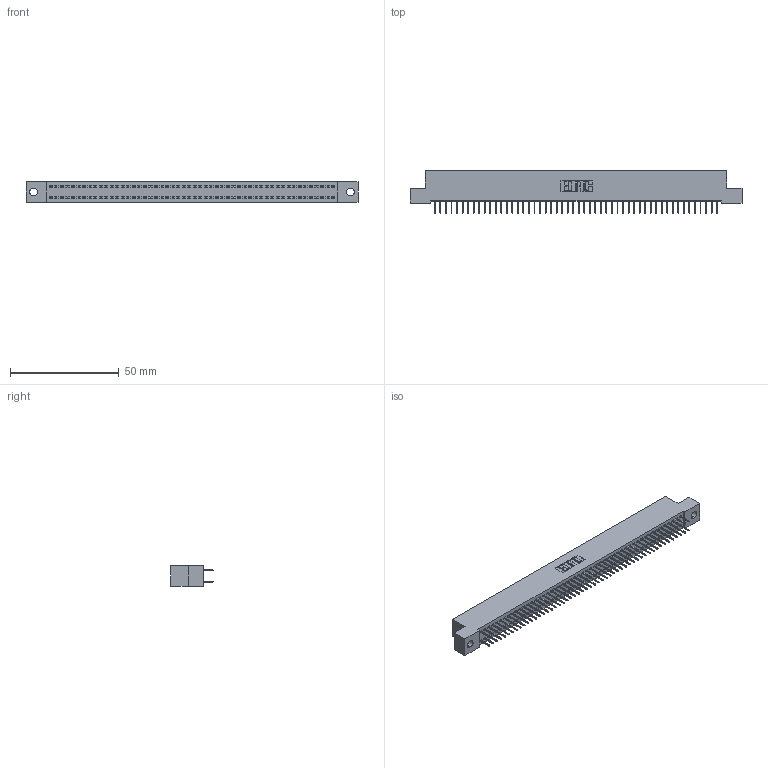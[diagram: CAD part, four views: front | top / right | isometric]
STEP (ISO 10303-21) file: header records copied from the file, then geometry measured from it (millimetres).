
FILE_DESCRIPTION (( 'STEP AP203' ), '1' );
FILE_NAME ('392-104-524-202.STEP', '2019-10-09T21:53:36', ( '' ), ( '' ), 'SwSTEP 2.0', 'SolidWorks 2016', '' );
FILE_SCHEMA (( 'CONFIG_CONTROL_DESIGN' ));
Length unit declared in the file: inch
Products named in the file (3): 345-292-001_345-293-124; 392-104-524-202; 342 Part_.128 Slot
Assembly tree (105 placements, depth 2):
  392-104-524-202
    342 Part_.128 Slot
    345-292-001_345-293-124  x104
Bounding box: 152.4 x 19.69 x 9.4 mm (x, y, z)
Volume: 13530.9 mm3; surface area: 21621.5 mm2
Topology: 105 solids, 105 shells, 5938 faces, 16847 edges, 10814 vertices
Faces by surface type: plane 4438, cylinder 1500
Entity records: 32237 total; most frequent: CARTESIAN_POINT 5330, ORIENTED_EDGE 5266, DIRECTION 4537, EDGE_CURVE 2633, LINE 2509, VECTOR 2509, VERTEX_POINT 1750, AXIS2_PLACEMENT_3D 1014
